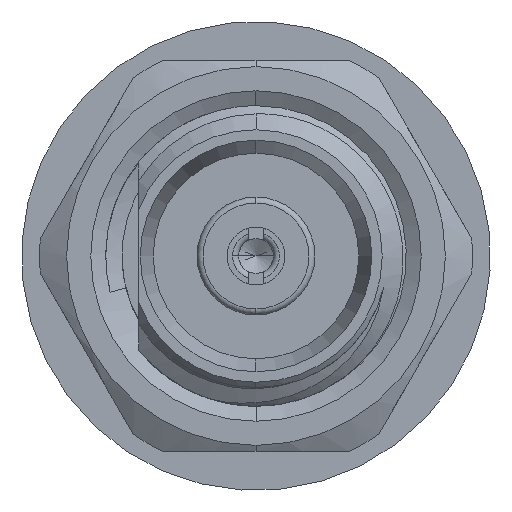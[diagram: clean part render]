
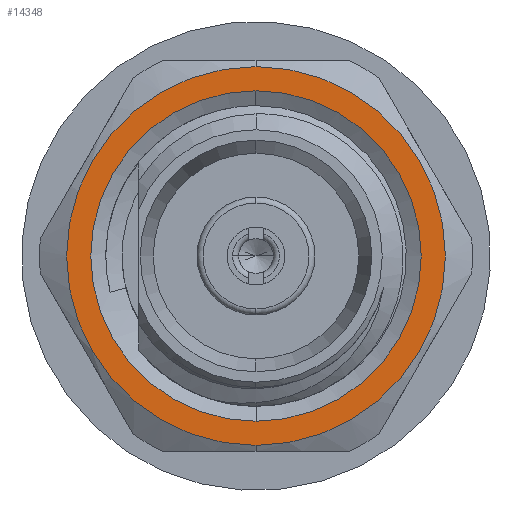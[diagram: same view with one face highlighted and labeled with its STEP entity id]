
A CAD part, left-side view. The second image highlights one B-rep face of the part: STEP entity #14348.
In plain terms, the highlighted planar face has unit normal (-1, 0, 0).
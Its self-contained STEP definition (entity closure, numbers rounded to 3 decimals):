
#217 = EDGE_CURVE ( 'NONE', #21677, #18995, #10177, .T. ) ;
#1441 = DIRECTION ( 'NONE',  ( 1., 0., 0. ) ) ;
#2263 = ORIENTED_EDGE ( 'NONE', *, *, #12701, .F. ) ;
#2846 = AXIS2_PLACEMENT_3D ( 'NONE', #24892, #11533, #27130 ) ;
#5587 = FACE_BOUND ( 'NONE', #21219, .T. ) ;
#5994 = AXIS2_PLACEMENT_3D ( 'NONE', #22896, #9494, #25119 ) ;
#7839 = CARTESIAN_POINT ( 'NONE',  ( 3.899, 0., 0. ) ) ;
#7936 = CIRCLE ( 'NONE', #2846, 3.15 ) ;
#8587 = CIRCLE ( 'NONE', #18013, 2.749 ) ;
#9285 = DIRECTION ( 'NONE',  ( 0., 0., 1. ) ) ;
#9494 = DIRECTION ( 'NONE',  ( -1., 0., 0. ) ) ;
#9516 = DIRECTION ( 'NONE',  ( 1., 0., 0. ) ) ;
#10177 = CIRCLE ( 'NONE', #18827, 2.749 ) ;
#11533 = DIRECTION ( 'NONE',  ( 1., 0., 0. ) ) ;
#12187 = FACE_OUTER_BOUND ( 'NONE', #12713, .T. ) ;
#12698 = ORIENTED_EDGE ( 'NONE', *, *, #15238, .F. ) ;
#12701 = EDGE_CURVE ( 'NONE', #28484, #17241, #17508, .T. ) ;
#12713 = EDGE_LOOP ( 'NONE', ( #2263, #12698 ) ) ;
#13933 = PLANE ( 'NONE',  #5994 ) ;
#14228 = CARTESIAN_POINT ( 'NONE',  ( 3.899, 0., -2.749 ) ) ;
#14348 = ADVANCED_FACE ( 'NONE', ( #5587, #12187 ), #13933, .T. ) ;
#14780 = CARTESIAN_POINT ( 'NONE',  ( 3.899, 0., 0. ) ) ;
#15238 = EDGE_CURVE ( 'NONE', #17241, #28484, #7936, .T. ) ;
#17029 = DIRECTION ( 'NONE',  ( 0., 0., 1. ) ) ;
#17241 = VERTEX_POINT ( 'NONE', #28525 ) ;
#17508 = CIRCLE ( 'NONE', #25985, 3.15 ) ;
#18013 = AXIS2_PLACEMENT_3D ( 'NONE', #14780, #1441, #17029 ) ;
#18827 = AXIS2_PLACEMENT_3D ( 'NONE', #7839, #27981, #9285 ) ;
#18995 = VERTEX_POINT ( 'NONE', #14228 ) ;
#19124 = EDGE_CURVE ( 'NONE', #18995, #21677, #8587, .T. ) ;
#21219 = EDGE_LOOP ( 'NONE', ( #21776, #26297 ) ) ;
#21535 = CARTESIAN_POINT ( 'NONE',  ( 3.899, 0., 2.749 ) ) ;
#21677 = VERTEX_POINT ( 'NONE', #21535 ) ;
#21776 = ORIENTED_EDGE ( 'NONE', *, *, #217, .T. ) ;
#22896 = CARTESIAN_POINT ( 'NONE',  ( 3.899, 0., 0. ) ) ;
#22920 = CARTESIAN_POINT ( 'NONE',  ( 3.899, 0., 0. ) ) ;
#24892 = CARTESIAN_POINT ( 'NONE',  ( 3.899, 0., 0. ) ) ;
#24894 = CARTESIAN_POINT ( 'NONE',  ( 3.899, 0., -3.15 ) ) ;
#25119 = DIRECTION ( 'NONE',  ( 0., 0., 1. ) ) ;
#25139 = DIRECTION ( 'NONE',  ( 0., 0., -1. ) ) ;
#25985 = AXIS2_PLACEMENT_3D ( 'NONE', #22920, #9516, #25139 ) ;
#26297 = ORIENTED_EDGE ( 'NONE', *, *, #19124, .T. ) ;
#27130 = DIRECTION ( 'NONE',  ( 0., 0., -1. ) ) ;
#27981 = DIRECTION ( 'NONE',  ( 1., 0., 0. ) ) ;
#28484 = VERTEX_POINT ( 'NONE', #24894 ) ;
#28525 = CARTESIAN_POINT ( 'NONE',  ( 3.899, 0., 3.15 ) ) ;
